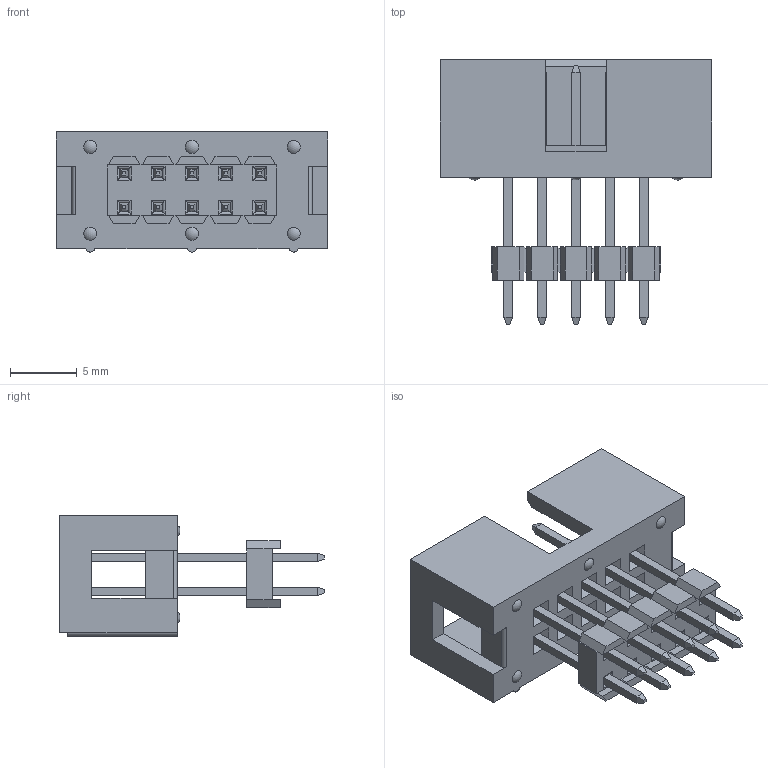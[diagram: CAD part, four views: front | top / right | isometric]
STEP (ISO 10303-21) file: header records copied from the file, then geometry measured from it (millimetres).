
FILE_DESCRIPTION(/* description */ (''),/* implementation_level */ '2;1');
FILE_NAME(/* name */ '237-10-10-xx.stp',/* time_stamp */ '2018-04-26T11:48:18+02:00',/* author */ ('andreas.larin'),/* organization */ (''),/* preprocessor_version */ 'ST-DEVELOPER v15.6',/* originating_system */ 'Autodesk Inventor 2015',/* authorisation */ '');
FILE_SCHEMA (('AUTOMOTIVE_DESIGN { 1 0 10303 214 3 1 1 }'));
Length unit declared in the file: centimetre
Products named in the file (1): 237-10-10-xx
Bounding box: 20.31 x 19.8 x 9 mm (x, y, z)
Volume: 907.7 mm3; surface area: 1812.1 mm2
Topology: 2 solids, 2 shells, 421 faces, 1027 edges, 632 vertices
Faces by surface type: plane 370, cylinder 45, sphere 6
Entity records: 12446 total; most frequent: CARTESIAN_POINT 2081, ORIENTED_EDGE 2054, DIRECTION 1927, EDGE_CURVE 1027, LINE 971, VECTOR 971, VERTEX_POINT 632, AXIS2_PLACEMENT_3D 478
